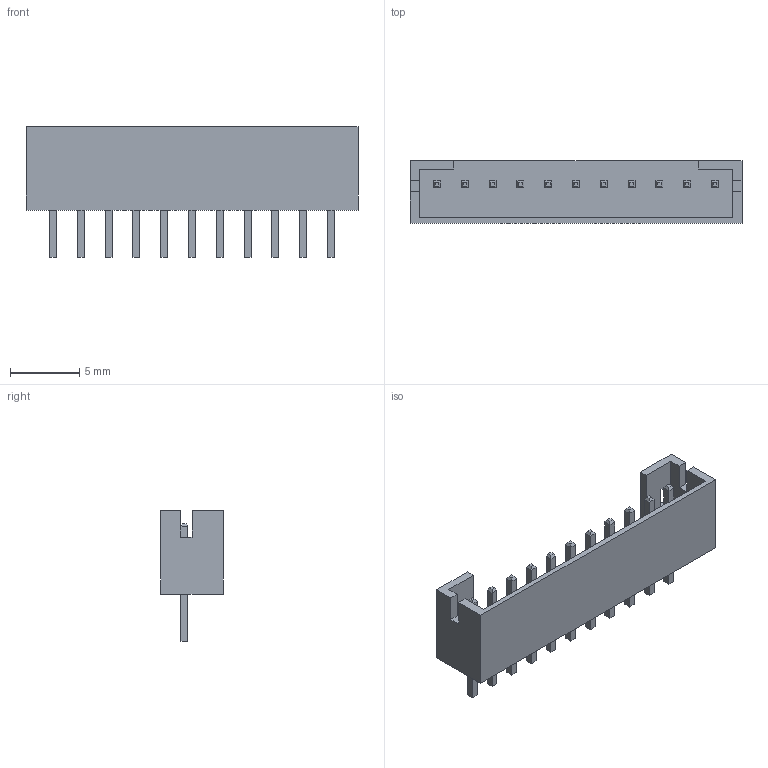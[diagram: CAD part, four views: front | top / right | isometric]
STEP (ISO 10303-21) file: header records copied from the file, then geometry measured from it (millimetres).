
FILE_DESCRIPTION((' '),'2;1');
FILE_NAME( 'B11B-PH-K-S.stp', '2022-09-02T12:22:10', (' '), ('--- Datakit www.datakit.com---'), ' Datakit CrossCadWare V2022.3 Jun 15 2022', 'DATAKIT 2022 (c)', ' ');
FILE_SCHEMA(('AP242_MANAGED_MODEL_BASED_3D_ENGINEERING_MIM_LF { 1 0 10303 442 1 1 4 }'));
Length unit declared in the file: millimetre
Products named in the file (1): B11B-PH-K-S
Bounding box: 23.9 x 4.5 x 9.4 mm (x, y, z)
Volume: 278.3 mm3; surface area: 776.6 mm2
Topology: 1 solids, 1 shells, 182 faces, 436 edges, 276 vertices
Faces by surface type: plane 182
Entity records: 5340 total; most frequent: CARTESIAN_POINT 895, ORIENTED_EDGE 872, DIRECTION 802, VECTOR 436, LINE 436, EDGE_CURVE 436, VERTEX_POINT 276, EDGE_LOOP 206
